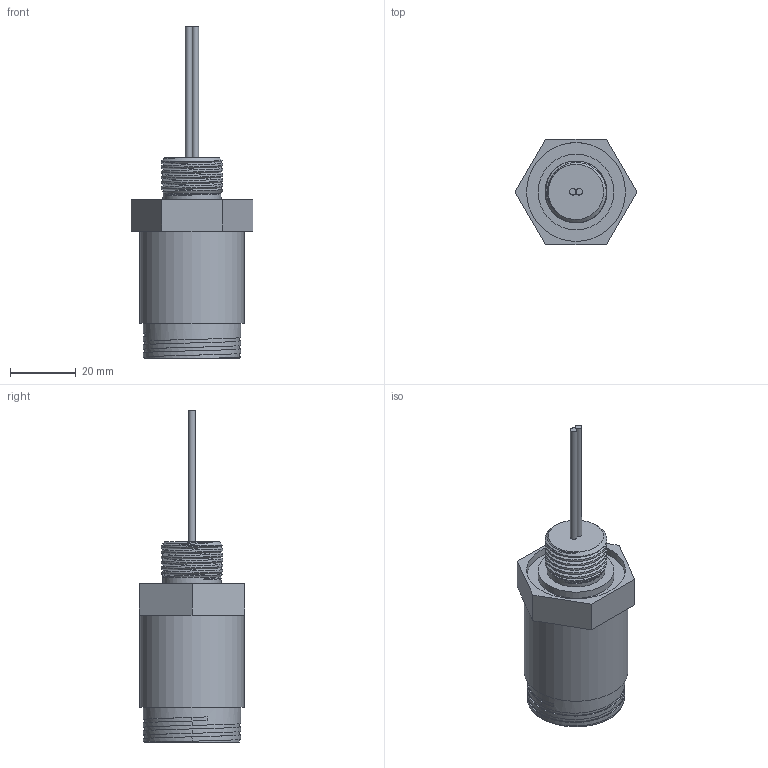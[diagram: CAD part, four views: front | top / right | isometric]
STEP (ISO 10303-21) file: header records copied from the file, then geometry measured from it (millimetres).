
FILE_DESCRIPTION(/* description */ (''),/* implementation_level */ '2;1');
FILE_NAME(/* name */ 'BCR2002M.stp',/* time_stamp */ '2014-11-20T13:15:27+01:00',/* author */ ('sh'),/* organization */ (''),/* preprocessor_version */ 'ST-DEVELOPER v15.2',/* originating_system */ 'Autodesk Inventor 2014',/* authorisation */ '');
FILE_SCHEMA (('AUTOMOTIVE_DESIGN { 1 0 10303 214 3 1 1 }'));
Length unit declared in the file: millimetre
Products named in the file (1): BCR2002M
Bounding box: 36.95 x 32 x 100.7 mm (x, y, z)
Volume: 30572.6 mm3; surface area: 11109.9 mm2
Topology: 1 solids, 1 shells, 87 faces, 202 edges, 130 vertices
Faces by surface type: plane 41, bspline 19, cylinder 19, cone 8
Full cylindrical faces by diameter (mm): 2 x2, 2.8 x2, 3.2 x1, 4.8 x2, 17.604 x1, 23 x1, 25 x1, 26 x1, 29.5 x3, 30 x1, 31.6 x1
Entity records: 4188 total; most frequent: CARTESIAN_POINT 2365, ORIENTED_EDGE 346, DIRECTION 297, EDGE_CURVE 172, VERTEX_POINT 121, EDGE_LOOP 115, AXIS2_PLACEMENT_3D 102, LINE 93
